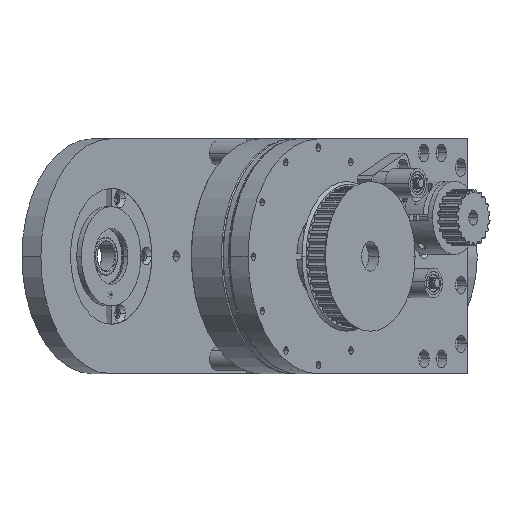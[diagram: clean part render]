
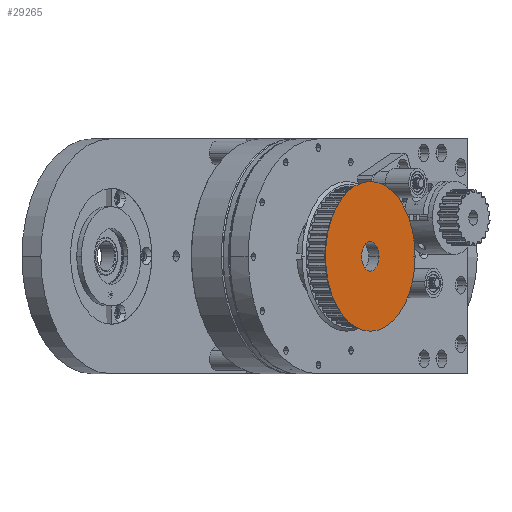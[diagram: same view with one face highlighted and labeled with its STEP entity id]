
A CAD part, top view. The second image highlights one B-rep face of the part: STEP entity #29265.
In plain terms, the highlighted face is planar.
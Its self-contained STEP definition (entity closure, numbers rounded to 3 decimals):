
#1046 = DIRECTION ( 'NONE',  ( -1., 0., 0. ) ) ;
#1269 = CARTESIAN_POINT ( 'NONE',  ( -2., 0., -25.5 ) ) ;
#3438 = FACE_OUTER_BOUND ( 'NONE', #12892, .T. ) ;
#3923 = CIRCLE ( 'NONE', #17370, 5. ) ;
#4018 = EDGE_CURVE ( 'NONE', #25914, #19448, #6342, .T. ) ;
#4910 = EDGE_LOOP ( 'NONE', ( #12110, #5057 ) ) ;
#5057 = ORIENTED_EDGE ( 'NONE', *, *, #5190, .F. ) ;
#5190 = EDGE_CURVE ( 'NONE', #25485, #31227, #3923, .T. ) ;
#5243 = CARTESIAN_POINT ( 'NONE',  ( -2., 0., 0. ) ) ;
#6321 = AXIS2_PLACEMENT_3D ( 'NONE', #23236, #30875, #15924 ) ;
#6342 = CIRCLE ( 'NONE', #17141, 25.5 ) ;
#6681 = CARTESIAN_POINT ( 'NONE',  ( -2., 0., 0. ) ) ;
#7785 = DIRECTION ( 'NONE',  ( 0., 0., 1. ) ) ;
#8312 = DIRECTION ( 'NONE',  ( -1., 0., 0. ) ) ;
#8375 = PLANE ( 'NONE',  #6321 ) ;
#8443 = CARTESIAN_POINT ( 'NONE',  ( -2., 0., 5. ) ) ;
#9190 = DIRECTION ( 'NONE',  ( 0., 0., 1. ) ) ;
#9890 = AXIS2_PLACEMENT_3D ( 'NONE', #23280, #8312, #25791 ) ;
#12110 = ORIENTED_EDGE ( 'NONE', *, *, #28576, .F. ) ;
#12892 = EDGE_LOOP ( 'NONE', ( #24642, #30901 ) ) ;
#12918 = CIRCLE ( 'NONE', #9890, 5. ) ;
#15039 = AXIS2_PLACEMENT_3D ( 'NONE', #5243, #22744, #7785 ) ;
#15924 = DIRECTION ( 'NONE',  ( 0., 0., -1. ) ) ;
#16066 = CARTESIAN_POINT ( 'NONE',  ( -2., 0., 0. ) ) ;
#17141 = AXIS2_PLACEMENT_3D ( 'NONE', #16066, #1046, #18573 ) ;
#17370 = AXIS2_PLACEMENT_3D ( 'NONE', #6681, #24186, #9190 ) ;
#18573 = DIRECTION ( 'NONE',  ( 0., 0., 1. ) ) ;
#19448 = VERTEX_POINT ( 'NONE', #1269 ) ;
#19754 = CIRCLE ( 'NONE', #15039, 25.5 ) ;
#22744 = DIRECTION ( 'NONE',  ( -1., 0., 0. ) ) ;
#23236 = CARTESIAN_POINT ( 'NONE',  ( -2., 5., 0. ) ) ;
#23280 = CARTESIAN_POINT ( 'NONE',  ( -2., 0., 0. ) ) ;
#23967 = EDGE_CURVE ( 'NONE', #19448, #25914, #19754, .T. ) ;
#24186 = DIRECTION ( 'NONE',  ( -1., 0., 0. ) ) ;
#24642 = ORIENTED_EDGE ( 'NONE', *, *, #4018, .T. ) ;
#25485 = VERTEX_POINT ( 'NONE', #29064 ) ;
#25791 = DIRECTION ( 'NONE',  ( 0., 0., 1. ) ) ;
#25914 = VERTEX_POINT ( 'NONE', #30055 ) ;
#28576 = EDGE_CURVE ( 'NONE', #31227, #25485, #12918, .T. ) ;
#29064 = CARTESIAN_POINT ( 'NONE',  ( -2., 0., -5. ) ) ;
#29265 = ADVANCED_FACE ( 'NONE', ( #31622, #3438 ), #8375, .F. ) ;
#30055 = CARTESIAN_POINT ( 'NONE',  ( -2., 0., 25.5 ) ) ;
#30875 = DIRECTION ( 'NONE',  ( 1., 0., 0. ) ) ;
#30901 = ORIENTED_EDGE ( 'NONE', *, *, #23967, .T. ) ;
#31227 = VERTEX_POINT ( 'NONE', #8443 ) ;
#31622 = FACE_BOUND ( 'NONE', #4910, .T. ) ;
